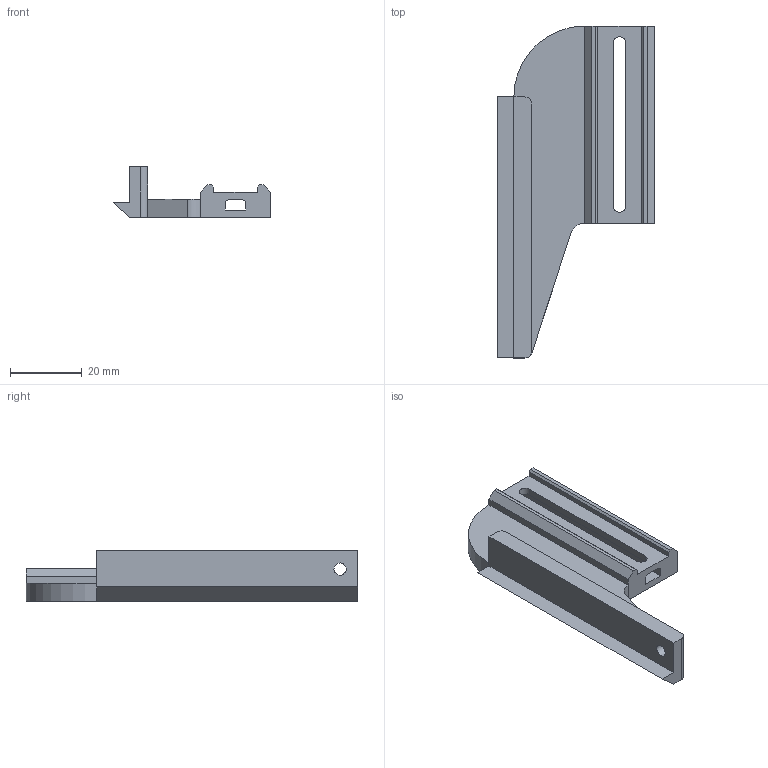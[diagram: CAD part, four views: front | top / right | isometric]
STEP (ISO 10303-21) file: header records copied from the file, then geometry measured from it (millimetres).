
FILE_DESCRIPTION(('FreeCAD Model'),'2;1');
FILE_NAME('Open CASCADE Shape Model','2025-11-27T08:34:22',(''),(''), 'Open CASCADE STEP processor 7.9','FreeCAD','Unknown');
FILE_SCHEMA(('AUTOMOTIVE_DESIGN { 1 0 10303 214 1 1 1 1 }'));
Length unit declared in the file: millimetre
Products named in the file (1): CountdownBracketR
Bounding box: 43.7 x 92.67 x 14.03 mm (x, y, z)
Volume: 16867.6 mm3; surface area: 9533.1 mm2
Topology: 1 solids, 1 shells, 55 faces, 143 edges, 92 vertices
Faces by surface type: plane 44, cylinder 11
Full cylindrical faces by diameter (mm): 3.4 x1, 10 x2
Entity records: 1697 total; most frequent: CARTESIAN_POINT 291, ORIENTED_EDGE 286, DIRECTION 277, EDGE_CURVE 143, LINE 121, VECTOR 121, VERTEX_POINT 92, AXIS2_PLACEMENT_3D 78
